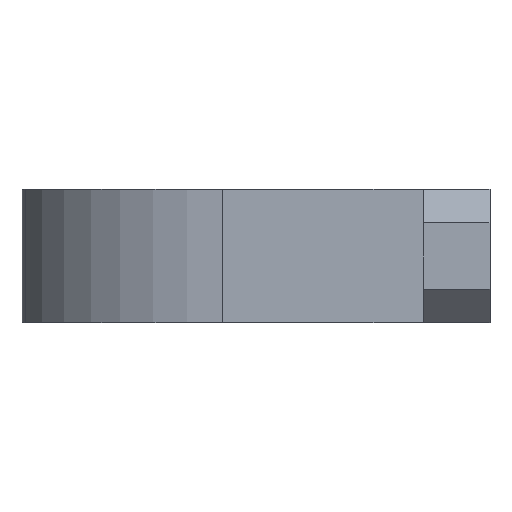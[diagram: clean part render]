
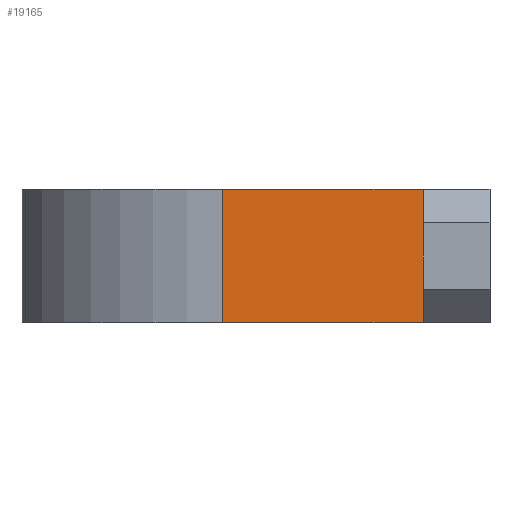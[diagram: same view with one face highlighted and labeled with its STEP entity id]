
A CAD part, left-side view. The second image highlights one B-rep face of the part: STEP entity #19165.
In plain terms, the highlighted planar face has unit normal (-1, 0, 0).
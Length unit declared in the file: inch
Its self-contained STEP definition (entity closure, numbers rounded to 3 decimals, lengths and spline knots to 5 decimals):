
#266 = AXIS2_PLACEMENT_3D ( 'NONE', #5048, #20277, #8929 ) ;
#585 = EDGE_CURVE ( 'NONE', #8943, #18990, #23552, .T. ) ;
#2737 = ORIENTED_EDGE ( 'NONE', *, *, #9149, .T. ) ;
#4126 = VECTOR ( 'NONE', #18183, 39.37008 ) ;
#4461 = CARTESIAN_POINT ( 'NONE',  ( -0.8125, 0., 0.25 ) ) ;
#5048 = CARTESIAN_POINT ( 'NONE',  ( -0.8125, 0., 0.25 ) ) ;
#5420 = CARTESIAN_POINT ( 'NONE',  ( -0.8125, 0., -0.25 ) ) ;
#5486 = DIRECTION ( 'NONE',  ( 0., 0., -1. ) ) ;
#6085 = EDGE_CURVE ( 'NONE', #18990, #18638, #12392, .T. ) ;
#6411 = DIRECTION ( 'NONE',  ( 0., 0., -1. ) ) ;
#8537 = CARTESIAN_POINT ( 'NONE',  ( -0.8125, -0.75, 0.25 ) ) ;
#8929 = DIRECTION ( 'NONE',  ( 0., 0., -1. ) ) ;
#8943 = VERTEX_POINT ( 'NONE', #13431 ) ;
#9149 = EDGE_CURVE ( 'NONE', #20246, #18638, #11156, .T. ) ;
#10803 = VECTOR ( 'NONE', #20407, 39.37008 ) ;
#11156 = LINE ( 'NONE', #5420, #10803 ) ;
#11367 = ORIENTED_EDGE ( 'NONE', *, *, #585, .F. ) ;
#12392 = LINE ( 'NONE', #8537, #19585 ) ;
#12555 = CARTESIAN_POINT ( 'NONE',  ( -0.8125, 0., -0.25 ) ) ;
#13009 = VECTOR ( 'NONE', #5486, 39.37008 ) ;
#13431 = CARTESIAN_POINT ( 'NONE',  ( -0.8125, 0., 0.25 ) ) ;
#14978 = LINE ( 'NONE', #22591, #13009 ) ;
#17347 = EDGE_LOOP ( 'NONE', ( #2737, #19049, #11367, #22955 ) ) ;
#18183 = DIRECTION ( 'NONE',  ( 0., -1., 0. ) ) ;
#18638 = VERTEX_POINT ( 'NONE', #20107 ) ;
#18990 = VERTEX_POINT ( 'NONE', #20463 ) ;
#19049 = ORIENTED_EDGE ( 'NONE', *, *, #6085, .F. ) ;
#19165 = ADVANCED_FACE ( 'NONE', ( #24030 ), #22156, .F. ) ;
#19585 = VECTOR ( 'NONE', #6411, 39.37008 ) ;
#20107 = CARTESIAN_POINT ( 'NONE',  ( -0.8125, -0.75, -0.25 ) ) ;
#20246 = VERTEX_POINT ( 'NONE', #12555 ) ;
#20277 = DIRECTION ( 'NONE',  ( 1., 0., 0. ) ) ;
#20407 = DIRECTION ( 'NONE',  ( 0., -1., 0. ) ) ;
#20463 = CARTESIAN_POINT ( 'NONE',  ( -0.8125, -0.75, 0.25 ) ) ;
#22156 = PLANE ( 'NONE',  #266 ) ;
#22591 = CARTESIAN_POINT ( 'NONE',  ( -0.8125, 0., 0.25 ) ) ;
#22955 = ORIENTED_EDGE ( 'NONE', *, *, #23194, .T. ) ;
#23194 = EDGE_CURVE ( 'NONE', #8943, #20246, #14978, .T. ) ;
#23552 = LINE ( 'NONE', #4461, #4126 ) ;
#24030 = FACE_OUTER_BOUND ( 'NONE', #17347, .T. ) ;
